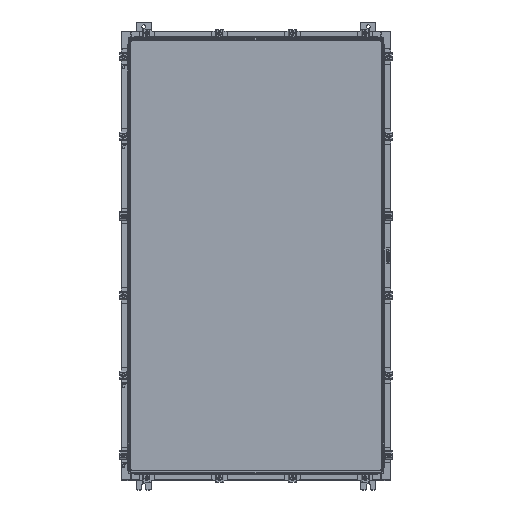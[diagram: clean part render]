
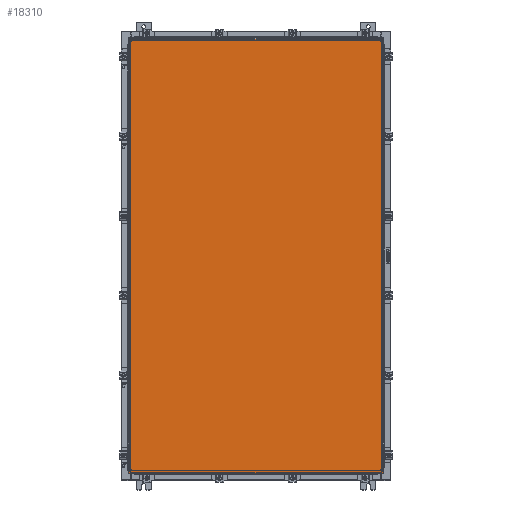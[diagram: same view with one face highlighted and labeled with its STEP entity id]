
A CAD part, top view. The second image highlights one B-rep face of the part: STEP entity #18310.
In plain terms, the highlighted planar face has unit normal (0, 0, 1).
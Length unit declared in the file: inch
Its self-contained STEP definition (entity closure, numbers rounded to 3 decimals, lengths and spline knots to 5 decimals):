
#866 = LINE ( 'NONE', #8368, #17830 ) ;
#1027 = LINE ( 'NONE', #26035, #11704 ) ;
#2441 = CARTESIAN_POINT ( 'NONE',  ( -16.9903, 29.0063, 0. ) ) ;
#2539 = CARTESIAN_POINT ( 'NONE',  ( -16.9903, 29.0063, 0. ) ) ;
#2712 = ORIENTED_EDGE ( 'NONE', *, *, #22236, .T. ) ;
#4218 = DIRECTION ( 'NONE',  ( -1., 0., 0. ) ) ;
#4362 = VECTOR ( 'NONE', #4218, 39.37008 ) ;
#4628 = DIRECTION ( 'NONE',  ( 0., -1., 0. ) ) ;
#4811 = PLANE ( 'NONE',  #16964 ) ;
#6615 = EDGE_LOOP ( 'NONE', ( #18558, #13046, #2712, #26367 ) ) ;
#7472 = EDGE_CURVE ( 'NONE', #9878, #27073, #866, .T. ) ;
#8133 = VERTEX_POINT ( 'NONE', #2539 ) ;
#8368 = CARTESIAN_POINT ( 'NONE',  ( 16.9903, -29.0063, 0. ) ) ;
#8477 = CARTESIAN_POINT ( 'NONE',  ( 16.9903, 29.0063, 0. ) ) ;
#8830 = EDGE_CURVE ( 'NONE', #25732, #9878, #1027, .T. ) ;
#9878 = VERTEX_POINT ( 'NONE', #21537 ) ;
#11213 = DIRECTION ( 'NONE',  ( -1., 0., 0. ) ) ;
#11704 = VECTOR ( 'NONE', #15438, 39.37008 ) ;
#13046 = ORIENTED_EDGE ( 'NONE', *, *, #7472, .T. ) ;
#13088 = LINE ( 'NONE', #2441, #18053 ) ;
#14764 = DIRECTION ( 'NONE',  ( 0., 1., 0. ) ) ;
#15438 = DIRECTION ( 'NONE',  ( 1., 0., 0. ) ) ;
#16964 = AXIS2_PLACEMENT_3D ( 'NONE', #19547, #23931, #11213 ) ;
#17544 = CARTESIAN_POINT ( 'NONE',  ( 16.9903, 29.0063, 0. ) ) ;
#17830 = VECTOR ( 'NONE', #14764, 39.37008 ) ;
#18053 = VECTOR ( 'NONE', #4628, 39.37008 ) ;
#18310 = ADVANCED_FACE ( 'NONE', ( #20132 ), #4811, .F. ) ;
#18558 = ORIENTED_EDGE ( 'NONE', *, *, #8830, .T. ) ;
#19547 = CARTESIAN_POINT ( 'NONE',  ( 0., 0., 0. ) ) ;
#20132 = FACE_OUTER_BOUND ( 'NONE', #6615, .T. ) ;
#20268 = EDGE_CURVE ( 'NONE', #8133, #25732, #13088, .T. ) ;
#21319 = LINE ( 'NONE', #8477, #4362 ) ;
#21537 = CARTESIAN_POINT ( 'NONE',  ( 16.9903, -29.0063, 0. ) ) ;
#22236 = EDGE_CURVE ( 'NONE', #27073, #8133, #21319, .T. ) ;
#23931 = DIRECTION ( 'NONE',  ( 0., 0., -1. ) ) ;
#24479 = CARTESIAN_POINT ( 'NONE',  ( -16.9903, -29.0063, 0. ) ) ;
#25732 = VERTEX_POINT ( 'NONE', #24479 ) ;
#26035 = CARTESIAN_POINT ( 'NONE',  ( -16.9903, -29.0063, 0. ) ) ;
#26367 = ORIENTED_EDGE ( 'NONE', *, *, #20268, .T. ) ;
#27073 = VERTEX_POINT ( 'NONE', #17544 ) ;
